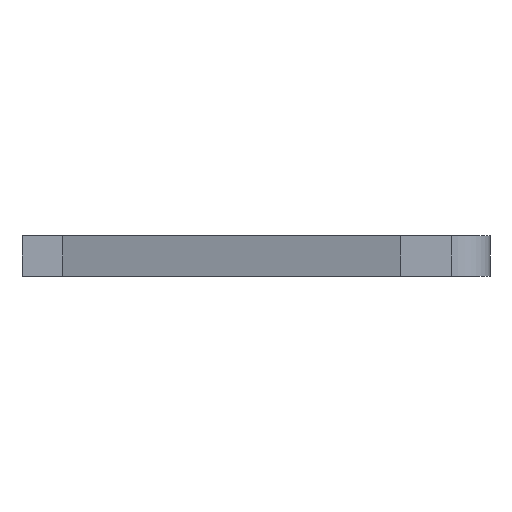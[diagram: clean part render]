
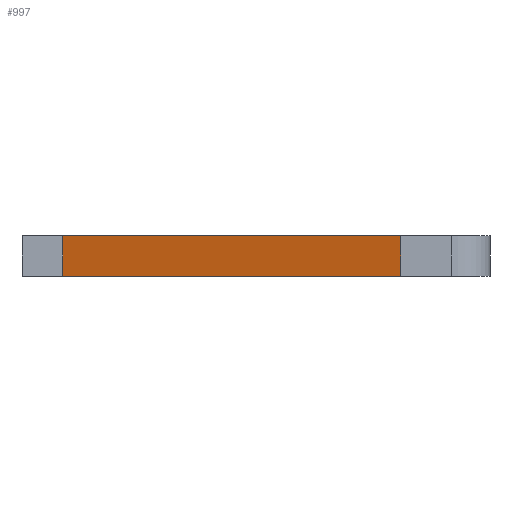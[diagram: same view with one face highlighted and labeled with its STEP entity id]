
A CAD part, left-side view. The second image highlights one B-rep face of the part: STEP entity #997.
In plain terms, the highlighted planar face has unit normal (-0.962, 0.272, 0).
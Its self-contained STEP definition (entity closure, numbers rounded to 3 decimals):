
#39=PLANE('',#1077);
#81=FACE_OUTER_BOUND('',#131,.T.);
#131=EDGE_LOOP('',(#741,#742,#743,#744));
#213=LINE('',#1505,#325);
#214=LINE('',#1507,#326);
#215=LINE('',#1509,#327);
#216=LINE('',#1510,#328);
#325=VECTOR('',#1227,10.);
#326=VECTOR('',#1228,10.);
#327=VECTOR('',#1229,10.);
#328=VECTOR('',#1230,10.);
#469=VERTEX_POINT('',#1503);
#470=VERTEX_POINT('',#1504);
#471=VERTEX_POINT('',#1506);
#472=VERTEX_POINT('',#1508);
#581=EDGE_CURVE('',#469,#470,#213,.T.);
#582=EDGE_CURVE('',#471,#469,#214,.T.);
#583=EDGE_CURVE('',#472,#471,#215,.T.);
#584=EDGE_CURVE('',#470,#472,#216,.T.);
#741=ORIENTED_EDGE('',*,*,#581,.F.);
#742=ORIENTED_EDGE('',*,*,#582,.F.);
#743=ORIENTED_EDGE('',*,*,#583,.F.);
#744=ORIENTED_EDGE('',*,*,#584,.F.);
#997=ADVANCED_FACE('',(#81),#39,.F.);
#1077=AXIS2_PLACEMENT_3D('',#1502,#1225,#1226);
#1225=DIRECTION('center_axis',(0.962,-0.272,0.));
#1226=DIRECTION('ref_axis',(-0.272,-0.962,0.));
#1227=DIRECTION('',(0.272,0.962,0.));
#1228=DIRECTION('',(0.,0.,-1.));
#1229=DIRECTION('',(-0.272,-0.962,0.));
#1230=DIRECTION('',(0.,0.,1.));
#1502=CARTESIAN_POINT('Origin',(-7.,33.246,3.18));
#1503=CARTESIAN_POINT('',(-14.5,6.754,0.));
#1504=CARTESIAN_POINT('',(-7.,33.246,0.));
#1505=CARTESIAN_POINT('',(-7.66,30.915,0.));
#1506=CARTESIAN_POINT('',(-14.5,6.754,3.18));
#1507=CARTESIAN_POINT('',(-14.5,6.754,3.18));
#1508=CARTESIAN_POINT('',(-7.,33.246,3.18));
#1509=CARTESIAN_POINT('',(-7.66,30.915,3.18));
#1510=CARTESIAN_POINT('',(-7.,33.246,3.18));
